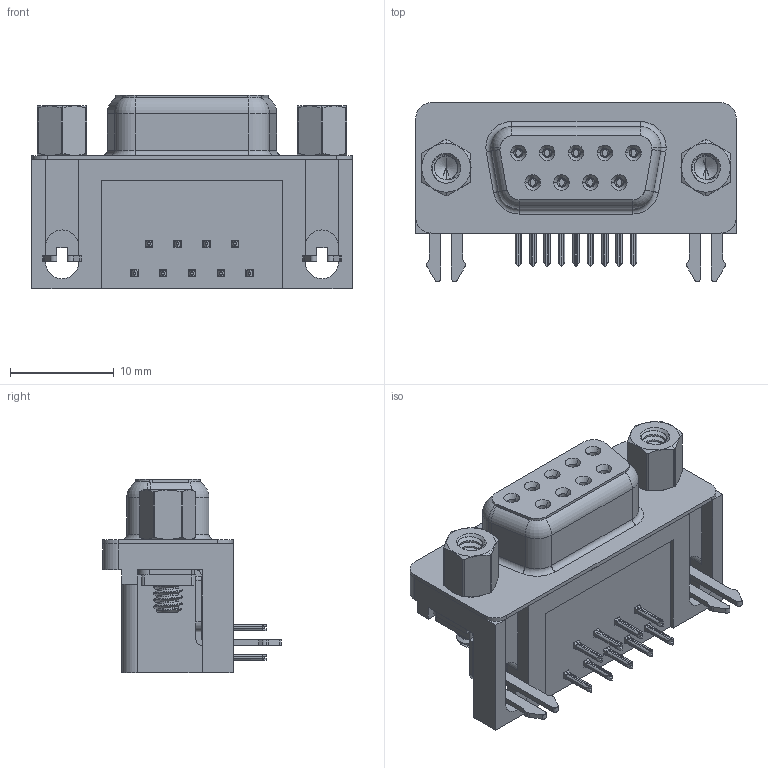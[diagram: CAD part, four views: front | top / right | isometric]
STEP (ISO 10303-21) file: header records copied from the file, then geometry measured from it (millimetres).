
FILE_DESCRIPTION (( 'STEP AP203' ), '1' );
FILE_NAME ('MHDR-09FNS-B1.STEP', '2025-12-10T20:53:50', ( '' ), ( '' ), 'SwSTEP 2.0', 'SolidWorks 2023', '' );
FILE_SCHEMA (( 'CONFIG_CONTROL_DESIGN' ));
Length unit declared in the file: millimetre
Products named in the file (8): MHDR 2 Prong Board Lock; MHDR 4-40 Hex Standoff 5; MHDR Shell_9 Socket; MHDR-09FNS-B1; MHDR Housing_9 Socket; MHDR Contact Top; MHDR 4-40 Threaded Rivet; MHDR Socket Bottom
Assembly tree (17 placements, depth 2):
  MHDR-09FNS-B1
    MHDR Housing_9 Socket
    MHDR Shell_9 Socket
    MHDR Socket Bottom  x4
    MHDR Contact Top  x5
    MHDR 2 Prong Board Lock  x2
    MHDR 4-40 Threaded Rivet  x2
    MHDR 4-40 Hex Standoff 5  x2
Bounding box: 30.89 x 17.19 x 18.6 mm (x, y, z)
Volume: 4023.7 mm3; surface area: 5629.9 mm2
Topology: 17 solids, 17 shells, 1748 faces, 4622 edges, 2920 vertices
Faces by surface type: plane 738, cylinder 508, bspline 326, cone 138, torus 38
Entity records: 29942 total; most frequent: CARTESIAN_POINT 12501, ORIENTED_EDGE 3622, DIRECTION 3080, EDGE_CURVE 1811, VERTEX_POINT 1156, AXIS2_PLACEMENT_3D 1027, LINE 1026, VECTOR 1026
